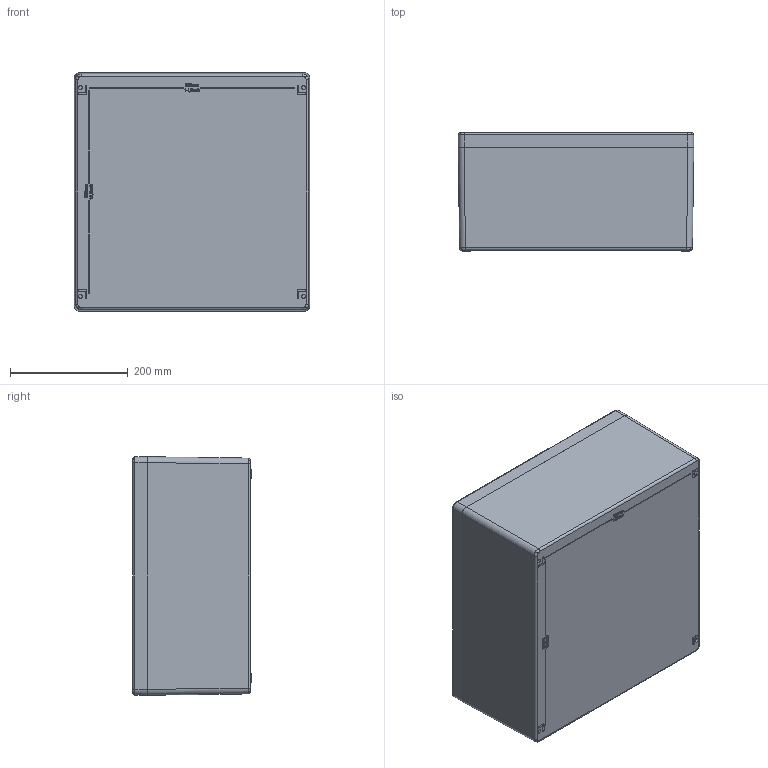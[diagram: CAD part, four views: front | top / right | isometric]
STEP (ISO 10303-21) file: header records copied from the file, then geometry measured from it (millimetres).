
FILE_DESCRIPTION (( 'STEP AP214' ), '1' );
FILE_NAME ('26414020.STEP', '2017-06-08T12:57:38', ( 'Macha' ), ( 'Hewlett-Packard Company' ), 'SwSTEP 2.0', 'SolidWorks 2015', '' );
FILE_SCHEMA (( 'AUTOMOTIVE_DESIGN' ));
Length unit declared in the file: millimetre
Products named in the file (9): 93136; 23147-Deckel; 23147-Unterteil; 86222; 86224; 26414020; 92684; 82015_1550
Assembly tree (19 placements, depth 3):
  26414020
    23147-Unterteil
      23147-Unterteil
      86224  x4
      86222  x6
    23147-Deckel
    93136  x4
    82015_1550
    92684
Bounding box: 401 x 201 x 406 mm (x, y, z)
Volume: 3910998.7 mm3; surface area: 1303608.3 mm2
Topology: 18 solids, 18 shells, 1729 faces, 4319 edges, 2716 vertices
Faces by surface type: plane 737, bspline 422, cylinder 274, cone 192, torus 96, sphere 8
Entity records: 59134 total; most frequent: CARTESIAN_POINT 29030, ORIENTED_EDGE 6854, DIRECTION 5022, EDGE_CURVE 3427, VERTEX_POINT 2178, LINE 1854, VECTOR 1854, AXIS2_PLACEMENT_3D 1584
